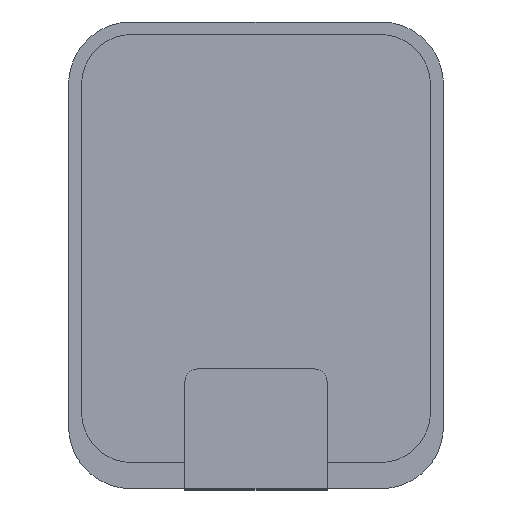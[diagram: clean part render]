
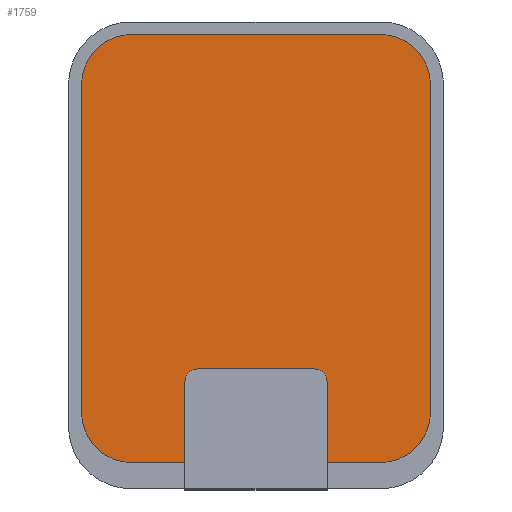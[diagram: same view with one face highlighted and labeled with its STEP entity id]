
A CAD part, top view. The second image highlights one B-rep face of the part: STEP entity #1759.
In plain terms, the highlighted planar face has unit normal (0, 0, 1).
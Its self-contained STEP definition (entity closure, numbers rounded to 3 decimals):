
#509 = PLANE('',#510);
#510 = AXIS2_PLACEMENT_3D('',#511,#512,#513);
#511 = CARTESIAN_POINT('',(0.,-0.55,1.56));
#512 = DIRECTION('',(0.,0.,1.));
#513 = DIRECTION('',(0.,1.,0.));
#1058 = EDGE_CURVE('',#1059,#1061,#1063,.T.);
#1059 = VERTEX_POINT('',#1060);
#1060 = CARTESIAN_POINT('',(-9.985,17.165,1.56));
#1061 = VERTEX_POINT('',#1062);
#1062 = CARTESIAN_POINT('',(-13.985,13.165,1.56));
#1063 = SURFACE_CURVE('',#1064,(#1069,#1076),.PCURVE_S1.);
#1064 = CIRCLE('',#1065,4.);
#1065 = AXIS2_PLACEMENT_3D('',#1066,#1067,#1068);
#1066 = CARTESIAN_POINT('',(-9.985,13.165,1.56));
#1067 = DIRECTION('',(0.,0.,1.));
#1068 = DIRECTION('',(1.,0.,0.));
#1069 = PCURVE('',#509,#1070);
#1070 = DEFINITIONAL_REPRESENTATION('',(#1071),#1075);
#1071 = CIRCLE('',#1072,4.);
#1072 = AXIS2_PLACEMENT_2D('',#1073,#1074);
#1073 = CARTESIAN_POINT('',(13.715,9.985));
#1074 = DIRECTION('',(0.,-1.));
#1075 = ( GEOMETRIC_REPRESENTATION_CONTEXT(2) 
PARAMETRIC_REPRESENTATION_CONTEXT() REPRESENTATION_CONTEXT('2D SPACE',''
  ) );
#1076 = PCURVE('',#1077,#1082);
#1077 = PLANE('',#1078);
#1078 = AXIS2_PLACEMENT_3D('',#1079,#1080,#1081);
#1079 = CARTESIAN_POINT('',(0.,0.,1.56));
#1080 = DIRECTION('',(0.,0.,1.));
#1081 = DIRECTION('',(1.,0.,0.));
#1082 = DEFINITIONAL_REPRESENTATION('',(#1083),#1087);
#1083 = CIRCLE('',#1084,4.);
#1084 = AXIS2_PLACEMENT_2D('',#1085,#1086);
#1085 = CARTESIAN_POINT('',(-9.985,13.165));
#1086 = DIRECTION('',(1.,0.));
#1087 = ( GEOMETRIC_REPRESENTATION_CONTEXT(2) 
PARAMETRIC_REPRESENTATION_CONTEXT() REPRESENTATION_CONTEXT('2D SPACE',''
  ) );
#1089 = EDGE_CURVE('',#1059,#1090,#1092,.T.);
#1090 = VERTEX_POINT('',#1091);
#1091 = CARTESIAN_POINT('',(9.985,17.165,1.56));
#1092 = SURFACE_CURVE('',#1093,(#1097,#1104),.PCURVE_S1.);
#1093 = LINE('',#1094,#1095);
#1094 = CARTESIAN_POINT('',(-9.985,17.165,1.56));
#1095 = VECTOR('',#1096,1.);
#1096 = DIRECTION('',(1.,0.,0.));
#1097 = PCURVE('',#509,#1098);
#1098 = DEFINITIONAL_REPRESENTATION('',(#1099),#1103);
#1099 = LINE('',#1100,#1101);
#1100 = CARTESIAN_POINT('',(17.715,9.985));
#1101 = VECTOR('',#1102,1.);
#1102 = DIRECTION('',(0.,-1.));
#1103 = ( GEOMETRIC_REPRESENTATION_CONTEXT(2) 
PARAMETRIC_REPRESENTATION_CONTEXT() REPRESENTATION_CONTEXT('2D SPACE',''
  ) );
#1104 = PCURVE('',#1077,#1105);
#1105 = DEFINITIONAL_REPRESENTATION('',(#1106),#1110);
#1106 = LINE('',#1107,#1108);
#1107 = CARTESIAN_POINT('',(-9.985,17.165));
#1108 = VECTOR('',#1109,1.);
#1109 = DIRECTION('',(1.,0.));
#1110 = ( GEOMETRIC_REPRESENTATION_CONTEXT(2) 
PARAMETRIC_REPRESENTATION_CONTEXT() REPRESENTATION_CONTEXT('2D SPACE',''
  ) );
#1112 = EDGE_CURVE('',#1113,#1090,#1115,.T.);
#1113 = VERTEX_POINT('',#1114);
#1114 = CARTESIAN_POINT('',(13.985,13.165,1.56));
#1115 = SURFACE_CURVE('',#1116,(#1121,#1128),.PCURVE_S1.);
#1116 = CIRCLE('',#1117,4.);
#1117 = AXIS2_PLACEMENT_3D('',#1118,#1119,#1120);
#1118 = CARTESIAN_POINT('',(9.985,13.165,1.56));
#1119 = DIRECTION('',(0.,0.,1.));
#1120 = DIRECTION('',(1.,0.,0.));
#1121 = PCURVE('',#509,#1122);
#1122 = DEFINITIONAL_REPRESENTATION('',(#1123),#1127);
#1123 = CIRCLE('',#1124,4.);
#1124 = AXIS2_PLACEMENT_2D('',#1125,#1126);
#1125 = CARTESIAN_POINT('',(13.715,-9.985));
#1126 = DIRECTION('',(0.,-1.));
#1127 = ( GEOMETRIC_REPRESENTATION_CONTEXT(2) 
PARAMETRIC_REPRESENTATION_CONTEXT() REPRESENTATION_CONTEXT('2D SPACE',''
  ) );
#1128 = PCURVE('',#1077,#1129);
#1129 = DEFINITIONAL_REPRESENTATION('',(#1130),#1134);
#1130 = CIRCLE('',#1131,4.);
#1131 = AXIS2_PLACEMENT_2D('',#1132,#1133);
#1132 = CARTESIAN_POINT('',(9.985,13.165));
#1133 = DIRECTION('',(1.,0.));
#1134 = ( GEOMETRIC_REPRESENTATION_CONTEXT(2) 
PARAMETRIC_REPRESENTATION_CONTEXT() REPRESENTATION_CONTEXT('2D SPACE',''
  ) );
#1136 = EDGE_CURVE('',#1113,#1137,#1139,.T.);
#1137 = VERTEX_POINT('',#1138);
#1138 = CARTESIAN_POINT('',(13.985,-13.165,1.56));
#1139 = SURFACE_CURVE('',#1140,(#1144,#1151),.PCURVE_S1.);
#1140 = LINE('',#1141,#1142);
#1141 = CARTESIAN_POINT('',(13.985,13.165,1.56));
#1142 = VECTOR('',#1143,1.);
#1143 = DIRECTION('',(0.,-1.,0.));
#1144 = PCURVE('',#509,#1145);
#1145 = DEFINITIONAL_REPRESENTATION('',(#1146),#1150);
#1146 = LINE('',#1147,#1148);
#1147 = CARTESIAN_POINT('',(13.715,-13.985));
#1148 = VECTOR('',#1149,1.);
#1149 = DIRECTION('',(-1.,-0.));
#1150 = ( GEOMETRIC_REPRESENTATION_CONTEXT(2) 
PARAMETRIC_REPRESENTATION_CONTEXT() REPRESENTATION_CONTEXT('2D SPACE',''
  ) );
#1151 = PCURVE('',#1077,#1152);
#1152 = DEFINITIONAL_REPRESENTATION('',(#1153),#1157);
#1153 = LINE('',#1154,#1155);
#1154 = CARTESIAN_POINT('',(13.985,13.165));
#1155 = VECTOR('',#1156,1.);
#1156 = DIRECTION('',(0.,-1.));
#1157 = ( GEOMETRIC_REPRESENTATION_CONTEXT(2) 
PARAMETRIC_REPRESENTATION_CONTEXT() REPRESENTATION_CONTEXT('2D SPACE',''
  ) );
#1159 = EDGE_CURVE('',#1160,#1137,#1162,.T.);
#1160 = VERTEX_POINT('',#1161);
#1161 = CARTESIAN_POINT('',(9.985,-17.165,1.56));
#1162 = SURFACE_CURVE('',#1163,(#1168,#1175),.PCURVE_S1.);
#1163 = CIRCLE('',#1164,4.);
#1164 = AXIS2_PLACEMENT_3D('',#1165,#1166,#1167);
#1165 = CARTESIAN_POINT('',(9.985,-13.165,1.56));
#1166 = DIRECTION('',(0.,0.,1.));
#1167 = DIRECTION('',(1.,0.,0.));
#1168 = PCURVE('',#509,#1169);
#1169 = DEFINITIONAL_REPRESENTATION('',(#1170),#1174);
#1170 = CIRCLE('',#1171,4.);
#1171 = AXIS2_PLACEMENT_2D('',#1172,#1173);
#1172 = CARTESIAN_POINT('',(-12.615,-9.985));
#1173 = DIRECTION('',(0.,-1.));
#1174 = ( GEOMETRIC_REPRESENTATION_CONTEXT(2) 
PARAMETRIC_REPRESENTATION_CONTEXT() REPRESENTATION_CONTEXT('2D SPACE',''
  ) );
#1175 = PCURVE('',#1077,#1176);
#1176 = DEFINITIONAL_REPRESENTATION('',(#1177),#1181);
#1177 = CIRCLE('',#1178,4.);
#1178 = AXIS2_PLACEMENT_2D('',#1179,#1180);
#1179 = CARTESIAN_POINT('',(9.985,-13.165));
#1180 = DIRECTION('',(1.,0.));
#1181 = ( GEOMETRIC_REPRESENTATION_CONTEXT(2) 
PARAMETRIC_REPRESENTATION_CONTEXT() REPRESENTATION_CONTEXT('2D SPACE',''
  ) );
#1183 = EDGE_CURVE('',#1160,#1184,#1186,.T.);
#1184 = VERTEX_POINT('',#1185);
#1185 = CARTESIAN_POINT('',(-9.985,-17.165,1.56));
#1186 = SURFACE_CURVE('',#1187,(#1191,#1198),.PCURVE_S1.);
#1187 = LINE('',#1188,#1189);
#1188 = CARTESIAN_POINT('',(9.985,-17.165,1.56));
#1189 = VECTOR('',#1190,1.);
#1190 = DIRECTION('',(-1.,0.,0.));
#1191 = PCURVE('',#509,#1192);
#1192 = DEFINITIONAL_REPRESENTATION('',(#1193),#1197);
#1193 = LINE('',#1194,#1195);
#1194 = CARTESIAN_POINT('',(-16.615,-9.985));
#1195 = VECTOR('',#1196,1.);
#1196 = DIRECTION('',(0.,1.));
#1197 = ( GEOMETRIC_REPRESENTATION_CONTEXT(2) 
PARAMETRIC_REPRESENTATION_CONTEXT() REPRESENTATION_CONTEXT('2D SPACE',''
  ) );
#1198 = PCURVE('',#1077,#1199);
#1199 = DEFINITIONAL_REPRESENTATION('',(#1200),#1204);
#1200 = LINE('',#1201,#1202);
#1201 = CARTESIAN_POINT('',(9.985,-17.165));
#1202 = VECTOR('',#1203,1.);
#1203 = DIRECTION('',(-1.,0.));
#1204 = ( GEOMETRIC_REPRESENTATION_CONTEXT(2) 
PARAMETRIC_REPRESENTATION_CONTEXT() REPRESENTATION_CONTEXT('2D SPACE',''
  ) );
#1206 = EDGE_CURVE('',#1207,#1184,#1209,.T.);
#1207 = VERTEX_POINT('',#1208);
#1208 = CARTESIAN_POINT('',(-13.985,-13.165,1.56));
#1209 = SURFACE_CURVE('',#1210,(#1215,#1222),.PCURVE_S1.);
#1210 = CIRCLE('',#1211,4.);
#1211 = AXIS2_PLACEMENT_3D('',#1212,#1213,#1214);
#1212 = CARTESIAN_POINT('',(-9.985,-13.165,1.56));
#1213 = DIRECTION('',(0.,0.,1.));
#1214 = DIRECTION('',(1.,0.,0.));
#1215 = PCURVE('',#509,#1216);
#1216 = DEFINITIONAL_REPRESENTATION('',(#1217),#1221);
#1217 = CIRCLE('',#1218,4.);
#1218 = AXIS2_PLACEMENT_2D('',#1219,#1220);
#1219 = CARTESIAN_POINT('',(-12.615,9.985));
#1220 = DIRECTION('',(0.,-1.));
#1221 = ( GEOMETRIC_REPRESENTATION_CONTEXT(2) 
PARAMETRIC_REPRESENTATION_CONTEXT() REPRESENTATION_CONTEXT('2D SPACE',''
  ) );
#1222 = PCURVE('',#1077,#1223);
#1223 = DEFINITIONAL_REPRESENTATION('',(#1224),#1228);
#1224 = CIRCLE('',#1225,4.);
#1225 = AXIS2_PLACEMENT_2D('',#1226,#1227);
#1226 = CARTESIAN_POINT('',(-9.985,-13.165));
#1227 = DIRECTION('',(1.,0.));
#1228 = ( GEOMETRIC_REPRESENTATION_CONTEXT(2) 
PARAMETRIC_REPRESENTATION_CONTEXT() REPRESENTATION_CONTEXT('2D SPACE',''
  ) );
#1230 = EDGE_CURVE('',#1207,#1061,#1231,.T.);
#1231 = SURFACE_CURVE('',#1232,(#1236,#1243),.PCURVE_S1.);
#1232 = LINE('',#1233,#1234);
#1233 = CARTESIAN_POINT('',(-13.985,-13.165,1.56));
#1234 = VECTOR('',#1235,1.);
#1235 = DIRECTION('',(0.,1.,0.));
#1236 = PCURVE('',#509,#1237);
#1237 = DEFINITIONAL_REPRESENTATION('',(#1238),#1242);
#1238 = LINE('',#1239,#1240);
#1239 = CARTESIAN_POINT('',(-12.615,13.985));
#1240 = VECTOR('',#1241,1.);
#1241 = DIRECTION('',(1.,0.));
#1242 = ( GEOMETRIC_REPRESENTATION_CONTEXT(2) 
PARAMETRIC_REPRESENTATION_CONTEXT() REPRESENTATION_CONTEXT('2D SPACE',''
  ) );
#1243 = PCURVE('',#1077,#1244);
#1244 = DEFINITIONAL_REPRESENTATION('',(#1245),#1249);
#1245 = LINE('',#1246,#1247);
#1246 = CARTESIAN_POINT('',(-13.985,-13.165));
#1247 = VECTOR('',#1248,1.);
#1248 = DIRECTION('',(0.,1.));
#1249 = ( GEOMETRIC_REPRESENTATION_CONTEXT(2) 
PARAMETRIC_REPRESENTATION_CONTEXT() REPRESENTATION_CONTEXT('2D SPACE',''
  ) );
#1759 = ADVANCED_FACE('',(#1760),#1077,.T.);
#1760 = FACE_BOUND('',#1761,.F.);
#1761 = EDGE_LOOP('',(#1762,#1763,#1764,#1765,#1766,#1767,#1768,#1769));
#1762 = ORIENTED_EDGE('',*,*,#1089,.T.);
#1763 = ORIENTED_EDGE('',*,*,#1112,.F.);
#1764 = ORIENTED_EDGE('',*,*,#1136,.T.);
#1765 = ORIENTED_EDGE('',*,*,#1159,.F.);
#1766 = ORIENTED_EDGE('',*,*,#1183,.T.);
#1767 = ORIENTED_EDGE('',*,*,#1206,.F.);
#1768 = ORIENTED_EDGE('',*,*,#1230,.T.);
#1769 = ORIENTED_EDGE('',*,*,#1058,.F.);
